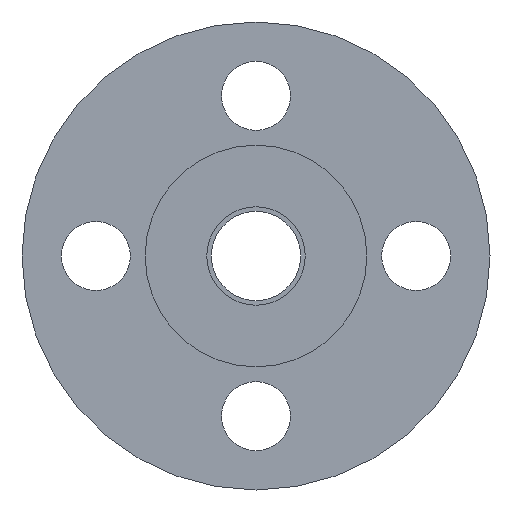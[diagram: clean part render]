
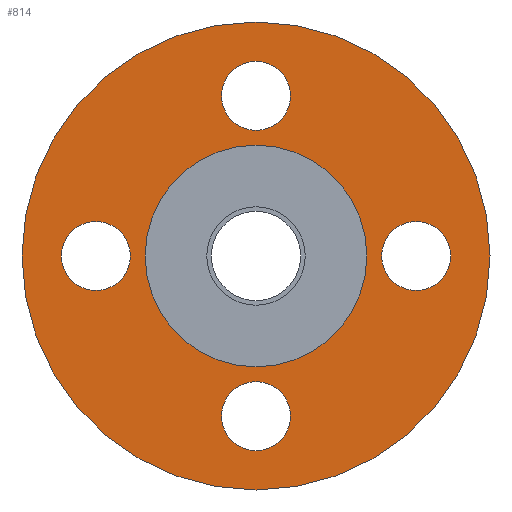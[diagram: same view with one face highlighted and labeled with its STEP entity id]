
A CAD part, front view. The second image highlights one B-rep face of the part: STEP entity #814.
In plain terms, the highlighted planar face has unit normal (0, -1, 0).
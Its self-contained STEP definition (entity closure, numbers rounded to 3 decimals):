
#4 = FACE_BOUND ( 'NONE', #776, .T. ) ;
#7 = AXIS2_PLACEMENT_3D ( 'NONE', #566, #577, #572 ) ;
#9 = VERTEX_POINT ( 'NONE', #487 ) ;
#30 = VERTEX_POINT ( 'NONE', #259 ) ;
#37 = EDGE_CURVE ( 'NONE', #598, #212, #120, .T. ) ;
#38 = CARTESIAN_POINT ( 'NONE',  ( 0., 2., -32.5 ) ) ;
#43 = AXIS2_PLACEMENT_3D ( 'NONE', #743, #528, #334 ) ;
#50 = DIRECTION ( 'NONE',  ( 0., -1., 0. ) ) ;
#52 = CARTESIAN_POINT ( 'NONE',  ( 0., 2., 0. ) ) ;
#59 = EDGE_CURVE ( 'NONE', #396, #870, #511, .T. ) ;
#60 = EDGE_CURVE ( 'NONE', #30, #745, #439, .T. ) ;
#61 = CARTESIAN_POINT ( 'NONE',  ( 0., 2., 22.5 ) ) ;
#69 = DIRECTION ( 'NONE',  ( 0., -1., 0. ) ) ;
#74 = AXIS2_PLACEMENT_3D ( 'NONE', #852, #87, #559 ) ;
#76 = AXIS2_PLACEMENT_3D ( 'NONE', #38, #50, #586 ) ;
#77 = CARTESIAN_POINT ( 'NONE',  ( 0., 2., 0. ) ) ;
#83 = FACE_BOUND ( 'NONE', #698, .T. ) ;
#87 = DIRECTION ( 'NONE',  ( 0., -1., 0. ) ) ;
#88 = FACE_OUTER_BOUND ( 'NONE', #652, .T. ) ;
#96 = VERTEX_POINT ( 'NONE', #837 ) ;
#111 = CIRCLE ( 'NONE', #614, 7. ) ;
#120 = CIRCLE ( 'NONE', #7, 7. ) ;
#121 = DIRECTION ( 'NONE',  ( 0., 0., -1. ) ) ;
#134 = DIRECTION ( 'NONE',  ( 0., 0., 1. ) ) ;
#135 = ORIENTED_EDGE ( 'NONE', *, *, #354, .T. ) ;
#145 = CARTESIAN_POINT ( 'NONE',  ( 0., 2., 39.5 ) ) ;
#147 = CARTESIAN_POINT ( 'NONE',  ( 0., 2., -25.5 ) ) ;
#154 = EDGE_CURVE ( 'NONE', #796, #471, #696, .T. ) ;
#157 = ORIENTED_EDGE ( 'NONE', *, *, #437, .F. ) ;
#166 = DIRECTION ( 'NONE',  ( 0., 1., 0. ) ) ;
#177 = CARTESIAN_POINT ( 'NONE',  ( -32.5, 2., 0. ) ) ;
#181 = CIRCLE ( 'NONE', #338, 22.5 ) ;
#186 = EDGE_LOOP ( 'NONE', ( #740, #799 ) ) ;
#188 = CIRCLE ( 'NONE', #76, 7. ) ;
#212 = VERTEX_POINT ( 'NONE', #721 ) ;
#224 = EDGE_CURVE ( 'NONE', #711, #294, #534, .T. ) ;
#232 = AXIS2_PLACEMENT_3D ( 'NONE', #769, #484, #758 ) ;
#233 = EDGE_LOOP ( 'NONE', ( #157, #811 ) ) ;
#254 = EDGE_CURVE ( 'NONE', #745, #30, #876, .T. ) ;
#259 = CARTESIAN_POINT ( 'NONE',  ( -32.5, 2., -7. ) ) ;
#261 = ORIENTED_EDGE ( 'NONE', *, *, #834, .F. ) ;
#274 = EDGE_CURVE ( 'NONE', #212, #598, #188, .T. ) ;
#289 = AXIS2_PLACEMENT_3D ( 'NONE', #848, #418, #676 ) ;
#293 = CARTESIAN_POINT ( 'NONE',  ( -32.5, 2., 7. ) ) ;
#294 = VERTEX_POINT ( 'NONE', #859 ) ;
#312 = DIRECTION ( 'NONE',  ( 0., 0., 1. ) ) ;
#324 = CARTESIAN_POINT ( 'NONE',  ( 0., 2., 47.5 ) ) ;
#325 = ORIENTED_EDGE ( 'NONE', *, *, #154, .F. ) ;
#334 = DIRECTION ( 'NONE',  ( 0., 0., -1. ) ) ;
#338 = AXIS2_PLACEMENT_3D ( 'NONE', #724, #662, #312 ) ;
#354 = EDGE_CURVE ( 'NONE', #870, #396, #181, .T. ) ;
#360 = CARTESIAN_POINT ( 'NONE',  ( 0., 2., -47.5 ) ) ;
#382 = EDGE_CURVE ( 'NONE', #96, #9, #813, .T. ) ;
#396 = VERTEX_POINT ( 'NONE', #61 ) ;
#399 = AXIS2_PLACEMENT_3D ( 'NONE', #52, #615, #134 ) ;
#412 = FACE_BOUND ( 'NONE', #186, .T. ) ;
#418 = DIRECTION ( 'NONE',  ( 0., -1., 0. ) ) ;
#437 = EDGE_CURVE ( 'NONE', #294, #711, #111, .T. ) ;
#439 = CIRCLE ( 'NONE', #74, 7. ) ;
#442 = DIRECTION ( 'NONE',  ( 0., 0., 1. ) ) ;
#451 = DIRECTION ( 'NONE',  ( 0., -1., 0. ) ) ;
#454 = DIRECTION ( 'NONE',  ( 0., -1., 0. ) ) ;
#459 = CIRCLE ( 'NONE', #289, 7. ) ;
#464 = AXIS2_PLACEMENT_3D ( 'NONE', #177, #451, #595 ) ;
#468 = EDGE_CURVE ( 'NONE', #471, #796, #747, .T. ) ;
#471 = VERTEX_POINT ( 'NONE', #324 ) ;
#484 = DIRECTION ( 'NONE',  ( 0., -1., 0. ) ) ;
#487 = CARTESIAN_POINT ( 'NONE',  ( 32.5, 2., -7. ) ) ;
#488 = FACE_BOUND ( 'NONE', #233, .T. ) ;
#511 = CIRCLE ( 'NONE', #665, 22.5 ) ;
#512 = CARTESIAN_POINT ( 'NONE',  ( 0., 2., 0. ) ) ;
#525 = DIRECTION ( 'NONE',  ( 0., 0., -1. ) ) ;
#528 = DIRECTION ( 'NONE',  ( 0., -1., 0. ) ) ;
#534 = CIRCLE ( 'NONE', #653, 7. ) ;
#559 = DIRECTION ( 'NONE',  ( 0., 0., -1. ) ) ;
#566 = CARTESIAN_POINT ( 'NONE',  ( 0., 2., -32.5 ) ) ;
#572 = DIRECTION ( 'NONE',  ( 0., 0., -1. ) ) ;
#577 = DIRECTION ( 'NONE',  ( 0., -1., 0. ) ) ;
#586 = DIRECTION ( 'NONE',  ( 0., 0., -1. ) ) ;
#588 = CARTESIAN_POINT ( 'NONE',  ( 0., 2., 32.5 ) ) ;
#595 = DIRECTION ( 'NONE',  ( 0., 0., -1. ) ) ;
#596 = ORIENTED_EDGE ( 'NONE', *, *, #254, .F. ) ;
#598 = VERTEX_POINT ( 'NONE', #147 ) ;
#614 = AXIS2_PLACEMENT_3D ( 'NONE', #688, #69, #121 ) ;
#615 = DIRECTION ( 'NONE',  ( 0., 1., 0. ) ) ;
#652 = EDGE_LOOP ( 'NONE', ( #686, #325 ) ) ;
#653 = AXIS2_PLACEMENT_3D ( 'NONE', #588, #454, #525 ) ;
#662 = DIRECTION ( 'NONE',  ( 0., 1., 0. ) ) ;
#665 = AXIS2_PLACEMENT_3D ( 'NONE', #77, #842, #714 ) ;
#676 = DIRECTION ( 'NONE',  ( 0., 0., -1. ) ) ;
#682 = ORIENTED_EDGE ( 'NONE', *, *, #59, .T. ) ;
#686 = ORIENTED_EDGE ( 'NONE', *, *, #468, .F. ) ;
#688 = CARTESIAN_POINT ( 'NONE',  ( 0., 2., 32.5 ) ) ;
#696 = CIRCLE ( 'NONE', #804, 47.5 ) ;
#698 = EDGE_LOOP ( 'NONE', ( #849, #596 ) ) ;
#710 = FACE_BOUND ( 'NONE', #738, .T. ) ;
#711 = VERTEX_POINT ( 'NONE', #145 ) ;
#714 = DIRECTION ( 'NONE',  ( 0., 0., 1. ) ) ;
#721 = CARTESIAN_POINT ( 'NONE',  ( 0., 2., -39.5 ) ) ;
#724 = CARTESIAN_POINT ( 'NONE',  ( 0., 2., 0. ) ) ;
#738 = EDGE_LOOP ( 'NONE', ( #261, #860 ) ) ;
#740 = ORIENTED_EDGE ( 'NONE', *, *, #274, .F. ) ;
#743 = CARTESIAN_POINT ( 'NONE',  ( 32.5, 2., 0. ) ) ;
#745 = VERTEX_POINT ( 'NONE', #293 ) ;
#747 = CIRCLE ( 'NONE', #399, 47.5 ) ;
#756 = CARTESIAN_POINT ( 'NONE',  ( 0., 2., -22.5 ) ) ;
#758 = DIRECTION ( 'NONE',  ( 0., 0., -1. ) ) ;
#769 = CARTESIAN_POINT ( 'NONE',  ( 0., 2., 22.5 ) ) ;
#776 = EDGE_LOOP ( 'NONE', ( #682, #135 ) ) ;
#796 = VERTEX_POINT ( 'NONE', #360 ) ;
#799 = ORIENTED_EDGE ( 'NONE', *, *, #37, .F. ) ;
#804 = AXIS2_PLACEMENT_3D ( 'NONE', #512, #166, #442 ) ;
#811 = ORIENTED_EDGE ( 'NONE', *, *, #224, .F. ) ;
#813 = CIRCLE ( 'NONE', #43, 7. ) ;
#814 = ADVANCED_FACE ( 'NONE', ( #710, #488, #83, #412, #4, #88 ), #884, .T. ) ;
#834 = EDGE_CURVE ( 'NONE', #9, #96, #459, .T. ) ;
#837 = CARTESIAN_POINT ( 'NONE',  ( 32.5, 2., 7. ) ) ;
#842 = DIRECTION ( 'NONE',  ( 0., 1., 0. ) ) ;
#848 = CARTESIAN_POINT ( 'NONE',  ( 32.5, 2., 0. ) ) ;
#849 = ORIENTED_EDGE ( 'NONE', *, *, #60, .F. ) ;
#852 = CARTESIAN_POINT ( 'NONE',  ( -32.5, 2., 0. ) ) ;
#859 = CARTESIAN_POINT ( 'NONE',  ( 0., 2., 25.5 ) ) ;
#860 = ORIENTED_EDGE ( 'NONE', *, *, #382, .F. ) ;
#870 = VERTEX_POINT ( 'NONE', #756 ) ;
#876 = CIRCLE ( 'NONE', #464, 7. ) ;
#884 = PLANE ( 'NONE',  #232 ) ;
